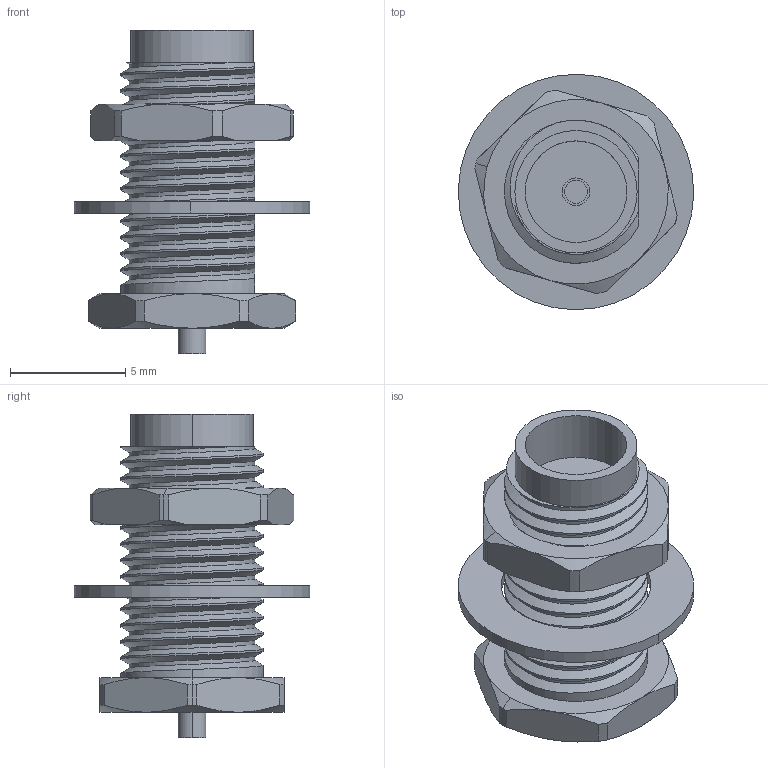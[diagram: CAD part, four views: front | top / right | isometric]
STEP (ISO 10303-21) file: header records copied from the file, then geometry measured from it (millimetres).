
FILE_DESCRIPTION (( 'STEP AP214' ), '1' );
FILE_NAME ('U.FL Female Jack to SMA Female Jack Bulkhead RF Connector.STEP', '2021-08-18T18:34:40', ( '' ), ( '' ), 'SwSTEP 2.0', 'SolidWorks 2018', '' );
FILE_SCHEMA (( 'AUTOMOTIVE_DESIGN' ));
Length unit declared in the file: millimetre
Products named in the file (4): U.FL to SMA Bulkhead Nut; U.FL to SMA Bulkhead Washer; U.FL to SMA Bulkhead; U.FL Female Jack to SMA Female Jack Bulkhead RF Connector
Assembly tree (3 placements, depth 2):
  U.FL Female Jack to SMA Female Jack Bulkhead RF Connector
    U.FL to SMA Bulkhead
    U.FL to SMA Bulkhead Washer
    U.FL to SMA Bulkhead Nut
Bounding box: 10.2 x 10.2 x 14 mm (x, y, z)
Volume: 404.9 mm3; surface area: 864.6 mm2
Topology: 4 solids, 4 shells, 173 faces, 452 edges, 294 vertices
Faces by surface type: cylinder 69, bspline 46, plane 28, cone 28, torus 2
Entity records: 23362 total; most frequent: CARTESIAN_POINT 19600, ORIENTED_EDGE 904, DIRECTION 586, EDGE_CURVE 452, VERTEX_POINT 294, AXIS2_PLACEMENT_3D 240, EDGE_LOOP 186, ADVANCED_FACE 173
